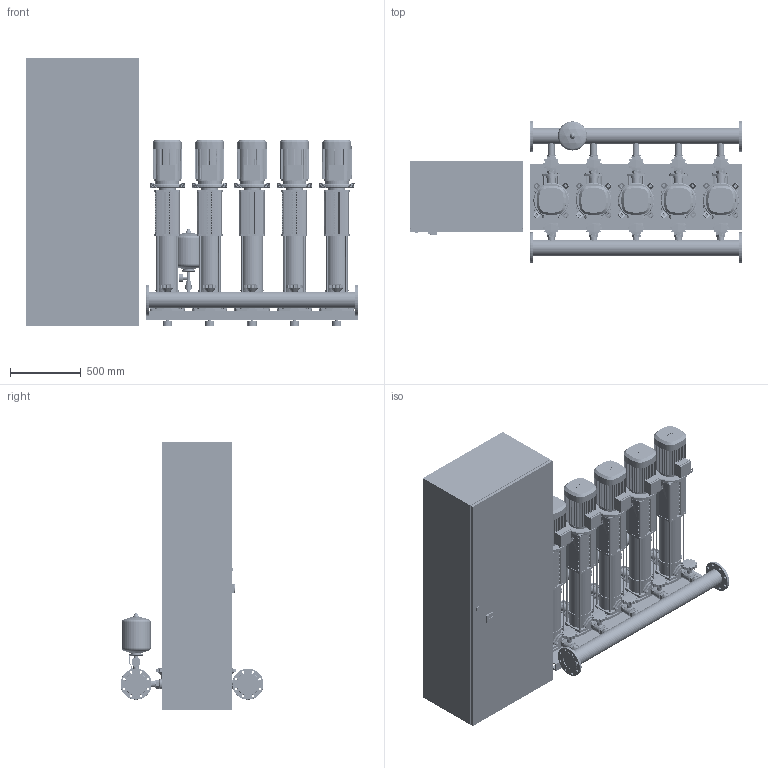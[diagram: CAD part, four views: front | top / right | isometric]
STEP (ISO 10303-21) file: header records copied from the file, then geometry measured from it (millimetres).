
FILE_DESCRIPTION((''),'2;1');
FILE_NAME('3d_CO-5HELIXV1013_K_CC-01-2534143.stp','2016-01-25T08:33:41',(''),(''),'Mechanical Desktop 2009','Mechanical Desktop 2009',', , ');
FILE_SCHEMA(('CONFIG_CONTROL_DESIGN'));
Length unit declared in the file: millimetre
Products named in the file (1): Product
Bounding box: 2350 x 1012 x 1900 mm (x, y, z)
Volume: 961771866.6 mm3; surface area: 20967897.8 mm2
Topology: 247 solids, 247 shells, 9332 faces, 24821 edges, 16276 vertices
Faces by surface type: plane 4104, bspline 2526, cylinder 2150, cone 386, torus 134, sphere 32
Entity records: 309242 total; most frequent: CARTESIAN_POINT 77124, ORIENTED_EDGE 49586, DIRECTION 44705, EDGE_CURVE 24793, VECTOR 16359, LINE 16359, VERTEX_POINT 16270, AXIS2_PLACEMENT_3D 14173
